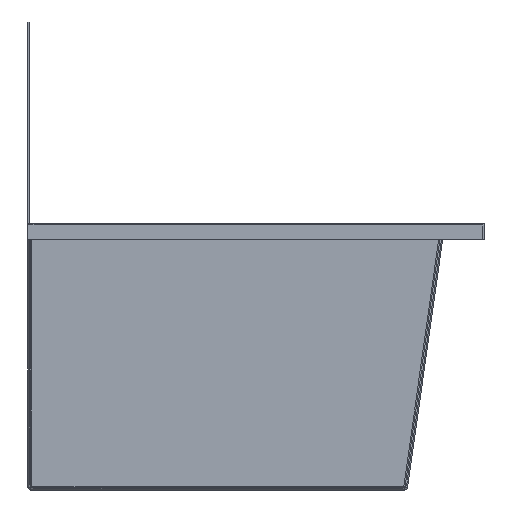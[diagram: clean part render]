
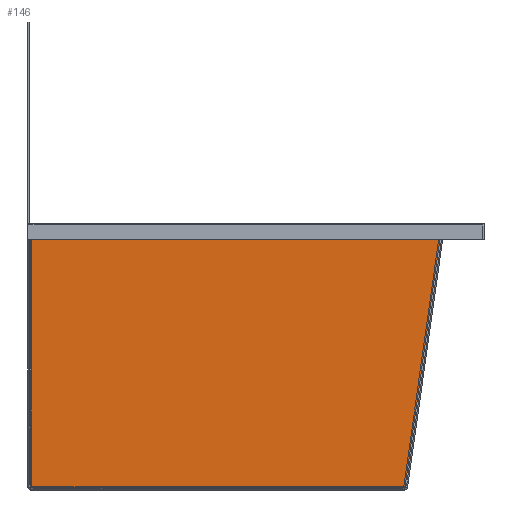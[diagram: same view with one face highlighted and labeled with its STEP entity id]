
A CAD part, left-side view. The second image highlights one B-rep face of the part: STEP entity #146.
In plain terms, the highlighted planar face has unit normal (-1, 0, 0).
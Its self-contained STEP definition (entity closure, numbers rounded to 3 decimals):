
#146 = ADVANCED_FACE( '', ( #326 ), #327, .F. );
#326 = FACE_OUTER_BOUND( '', #758, .T. );
#327 = PLANE( '', #759 );
#758 = EDGE_LOOP( '', ( #1341, #1342, #1343, #1344 ) );
#759 = AXIS2_PLACEMENT_3D( '', #1345, #1346, #1347 );
#1341 = ORIENTED_EDGE( '', *, *, #1832, .T. );
#1342 = ORIENTED_EDGE( '', *, *, #1833, .T. );
#1343 = ORIENTED_EDGE( '', *, *, #1834, .T. );
#1344 = ORIENTED_EDGE( '', *, *, #1835, .T. );
#1345 = CARTESIAN_POINT( '', ( -570., 155., 99. ) );
#1346 = DIRECTION( '', ( 1., 0., 0. ) );
#1347 = DIRECTION( '', ( 0., 1., 0. ) );
#1832 = EDGE_CURVE( '', #2151, #1950, #2152, .F. );
#1833 = EDGE_CURVE( '', #1950, #2122, #2153, .F. );
#1834 = EDGE_CURVE( '', #2122, #2154, #2155, .F. );
#1835 = EDGE_CURVE( '', #2154, #2151, #2156, .F. );
#1950 = VERTEX_POINT( '', #2328 );
#2122 = VERTEX_POINT( '', #2619 );
#2151 = VERTEX_POINT( '', #2670 );
#2152 = LINE( '', #2671, #2672 );
#2153 = LINE( '', #2673, #2674 );
#2154 = VERTEX_POINT( '', #2675 );
#2155 = LINE( '', #2676, #2677 );
#2156 = LINE( '', #2678, #2679 );
#2328 = CARTESIAN_POINT( '', ( -570., 153., 96.1 ) );
#2619 = CARTESIAN_POINT( '', ( -570., 153., -97. ) );
#2670 = CARTESIAN_POINT( '', ( -570., -152.57, 96.1 ) );
#2671 = CARTESIAN_POINT( '', ( -570., 155., 96.1 ) );
#2672 = VECTOR( '', #3027, 1000. );
#2673 = CARTESIAN_POINT( '', ( -570., 153., 99. ) );
#2674 = VECTOR( '', #3028, 1000. );
#2675 = CARTESIAN_POINT( '', ( -570., -125.263, -97. ) );
#2676 = CARTESIAN_POINT( '', ( -570., 155., -97. ) );
#2677 = VECTOR( '', #3029, 1000. );
#2678 = CARTESIAN_POINT( '', ( -570., -146.942, 56.301 ) );
#2679 = VECTOR( '', #3030, 1000. );
#3027 = DIRECTION( '', ( 0., -1., 0. ) );
#3028 = DIRECTION( '', ( 0., 0., 1. ) );
#3029 = DIRECTION( '', ( 0., 1., 0. ) );
#3030 = DIRECTION( '', ( 0., 0.14, -0.99 ) );
